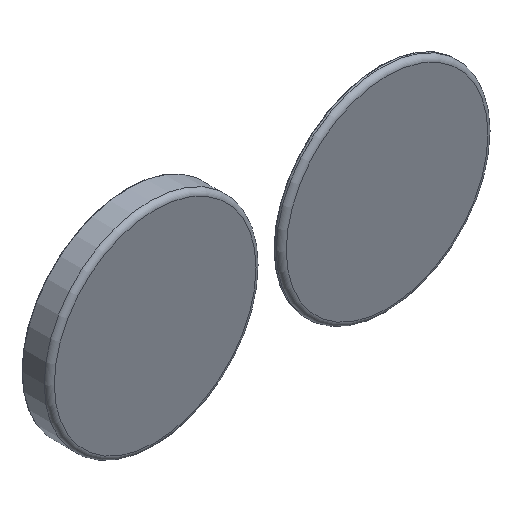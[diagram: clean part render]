
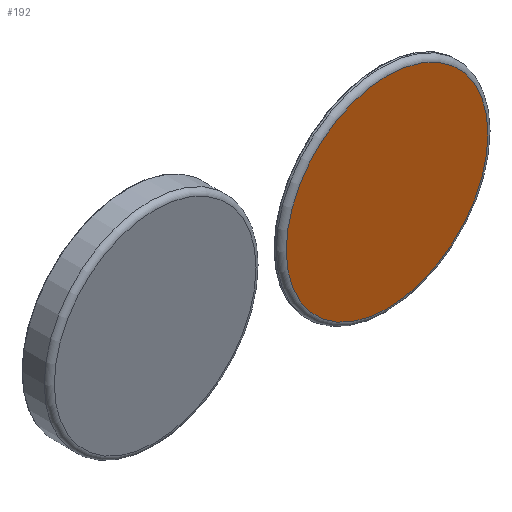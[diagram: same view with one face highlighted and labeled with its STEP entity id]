
A CAD part, isometric view. The second image highlights one B-rep face of the part: STEP entity #192.
In plain terms, the highlighted planar face has unit normal (0, -1, 0).
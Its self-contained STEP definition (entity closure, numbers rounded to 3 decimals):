
#24=PLANE('',#241);
#50=FACE_OUTER_BOUND('',#66,.T.);
#66=EDGE_LOOP('',(#174));
#85=CIRCLE('',#239,20.);
#102=VERTEX_POINT('',#367);
#125=EDGE_CURVE('',#102,#102,#85,.T.);
#174=ORIENTED_EDGE('',*,*,#125,.F.);
#192=ADVANCED_FACE('',(#50),#24,.T.);
#239=AXIS2_PLACEMENT_3D('',#368,#310,#311);
#241=AXIS2_PLACEMENT_3D('',#370,#314,#315);
#310=DIRECTION('center_axis',(0.,1.,0.));
#311=DIRECTION('ref_axis',(-1.,0.,0.));
#314=DIRECTION('center_axis',(0.,-1.,0.));
#315=DIRECTION('ref_axis',(-1.,0.,0.));
#367=CARTESIAN_POINT('',(46.,0.,20.));
#368=CARTESIAN_POINT('Origin',(46.,0.,0.));
#370=CARTESIAN_POINT('Origin',(46.,0.,0.));
